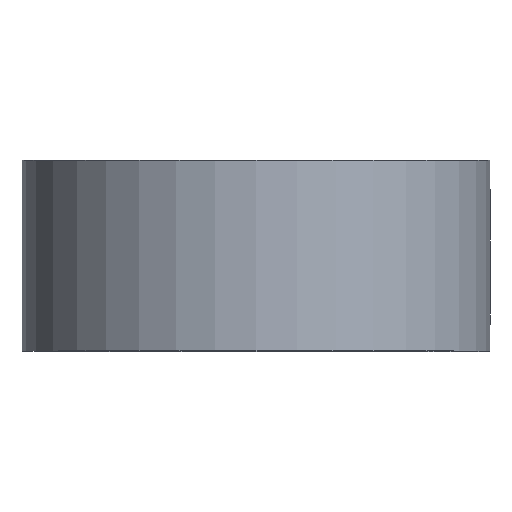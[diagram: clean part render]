
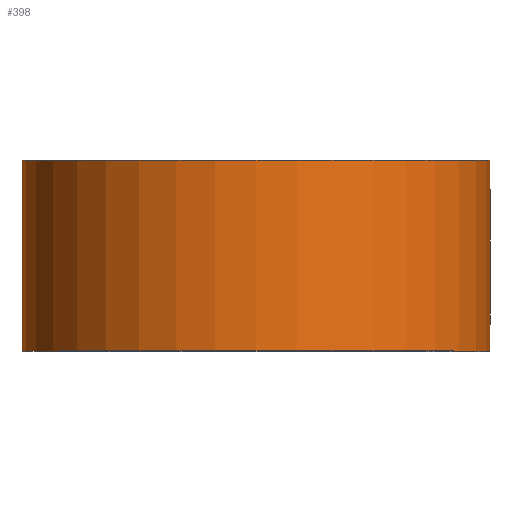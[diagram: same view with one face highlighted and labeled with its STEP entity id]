
A CAD part, top view. The second image highlights one B-rep face of the part: STEP entity #398.
In plain terms, the highlighted cylindrical face has radius 19.469 mm (diameter 38.938 mm), a partial arc.
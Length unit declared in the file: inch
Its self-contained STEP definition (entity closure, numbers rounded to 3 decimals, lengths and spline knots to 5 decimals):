
#8 = ORIENTED_EDGE ( 'NONE', *, *, #431, .F. ) ;
#43 = ORIENTED_EDGE ( 'NONE', *, *, #458, .T. ) ;
#59 = VERTEX_POINT ( 'NONE', #588 ) ;
#76 = VERTEX_POINT ( 'NONE', #280 ) ;
#95 = FACE_OUTER_BOUND ( 'NONE', #490, .T. ) ;
#101 = VERTEX_POINT ( 'NONE', #294 ) ;
#114 = ORIENTED_EDGE ( 'NONE', *, *, #256, .F. ) ;
#136 = VERTEX_POINT ( 'NONE', #601 ) ;
#193 = DIRECTION ( 'NONE',  ( 0., 1., 0. ) ) ;
#195 = DIRECTION ( 'NONE',  ( 1., 0., 0. ) ) ;
#232 = VECTOR ( 'NONE', #706, 39.37008 ) ;
#241 = CIRCLE ( 'NONE', #610, 0.7665 ) ;
#250 = LINE ( 'NONE', #697, #232 ) ;
#256 = EDGE_CURVE ( 'NONE', #59, #136, #241, .T. ) ;
#280 = CARTESIAN_POINT ( 'NONE',  ( 0., -0.3125, -0.7665 ) ) ;
#294 = CARTESIAN_POINT ( 'NONE',  ( 0.7665, -0.3125, 0. ) ) ;
#310 = CARTESIAN_POINT ( 'NONE',  ( 0., -0.3125, 0. ) ) ;
#321 = AXIS2_PLACEMENT_3D ( 'NONE', #310, #193, #195 ) ;
#324 = CARTESIAN_POINT ( 'NONE',  ( 0., 0.3125, 0. ) ) ;
#329 = DIRECTION ( 'NONE',  ( 0., -1., 0. ) ) ;
#349 = DIRECTION ( 'NONE',  ( 0., -1., 0. ) ) ;
#356 = DIRECTION ( 'NONE',  ( 0., 0., -1. ) ) ;
#367 = CARTESIAN_POINT ( 'NONE',  ( 0., 0.3125, 0. ) ) ;
#370 = DIRECTION ( 'NONE',  ( 0., 1., 0. ) ) ;
#374 = DIRECTION ( 'NONE',  ( 1., 0., 0. ) ) ;
#385 = AXIS2_PLACEMENT_3D ( 'NONE', #324, #329, #356 ) ;
#398 = ADVANCED_FACE ( 'NONE', ( #95 ), #500, .T. ) ;
#405 = CARTESIAN_POINT ( 'NONE',  ( 0., 0.3125, -0.7665 ) ) ;
#431 = EDGE_CURVE ( 'NONE', #136, #101, #250, .T. ) ;
#458 = EDGE_CURVE ( 'NONE', #76, #101, #586, .T. ) ;
#490 = EDGE_LOOP ( 'NONE', ( #43, #8, #114, #619 ) ) ;
#500 = CYLINDRICAL_SURFACE ( 'NONE', #385, 0.7665 ) ;
#510 = VECTOR ( 'NONE', #349, 39.37008 ) ;
#557 = EDGE_CURVE ( 'NONE', #59, #76, #641, .T. ) ;
#586 = CIRCLE ( 'NONE', #321, 0.7665 ) ;
#588 = CARTESIAN_POINT ( 'NONE',  ( 0., 0.3125, -0.7665 ) ) ;
#601 = CARTESIAN_POINT ( 'NONE',  ( 0.7665, 0.3125, 0. ) ) ;
#610 = AXIS2_PLACEMENT_3D ( 'NONE', #367, #370, #374 ) ;
#619 = ORIENTED_EDGE ( 'NONE', *, *, #557, .T. ) ;
#641 = LINE ( 'NONE', #405, #510 ) ;
#697 = CARTESIAN_POINT ( 'NONE',  ( 0.7665, 0.3125, 0. ) ) ;
#706 = DIRECTION ( 'NONE',  ( 0., -1., 0. ) ) ;
